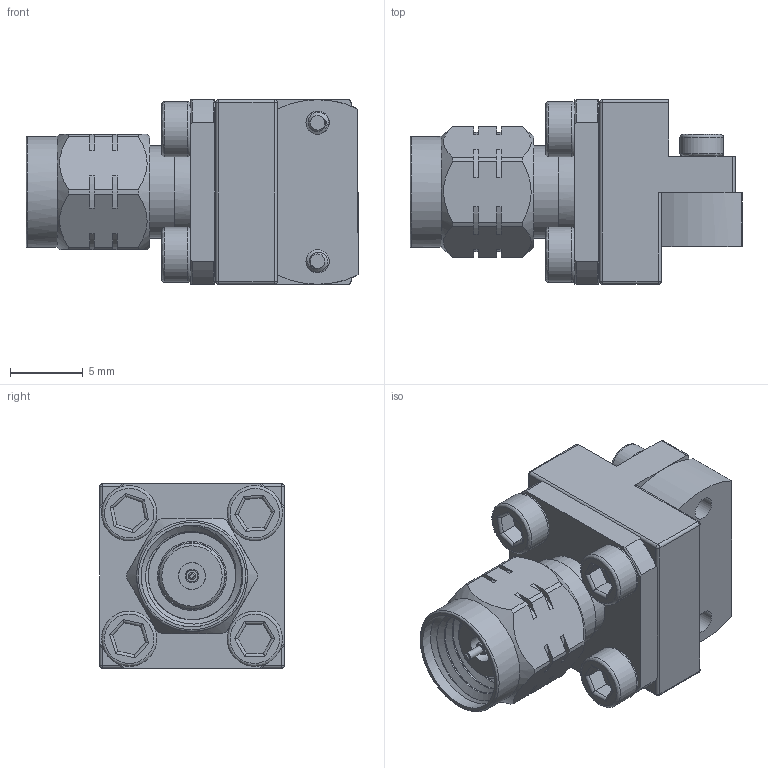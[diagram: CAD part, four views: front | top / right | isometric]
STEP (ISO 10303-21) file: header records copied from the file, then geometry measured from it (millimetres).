
FILE_DESCRIPTION (( 'STEP AP203' ), '1' );
FILE_NAME ('FMCN1523_3D.step', '2020-11-02T20:38:05', ( '' ), ( '' ), 'SwSTEP 2.0', 'SolidWorks 2018', '' );
FILE_SCHEMA (( 'CONFIG_CONTROL_DESIGN' ));
Length unit declared in the file: inch
Products named in the file (1): FMCN1523_3D
Bounding box: 22.85 x 12.7 x 12.7 mm (x, y, z)
Volume: 1766.6 mm3; surface area: 2285.6 mm2
Topology: 7 solids, 7 shells, 411 faces, 1075 edges, 699 vertices
Faces by surface type: cylinder 197, plane 142, cone 36, bspline 35, torus 1
Full cylindrical faces by diameter (mm): 0.5 x1, 0.533 x1, 0.8 x1, 0.94 x1, 1.6 x23, 1.65 x2, 1.85 x1, 1.93 x43, 2 x4, 2.6 x4, 3 x2, 3.8 x4, 4.572 x1, 4.75 x1, 4.8 x1, 5.8 x1, 6.35 x1, 7 x4, 7.641 x1
Entity records: 17974 total; most frequent: CARTESIAN_POINT 10504, ORIENTED_EDGE 1548, DIRECTION 1403, EDGE_CURVE 774, VERTEX_POINT 528, AXIS2_PLACEMENT_3D 514, EDGE_LOOP 442, FACE_OUTER_BOUND 392
